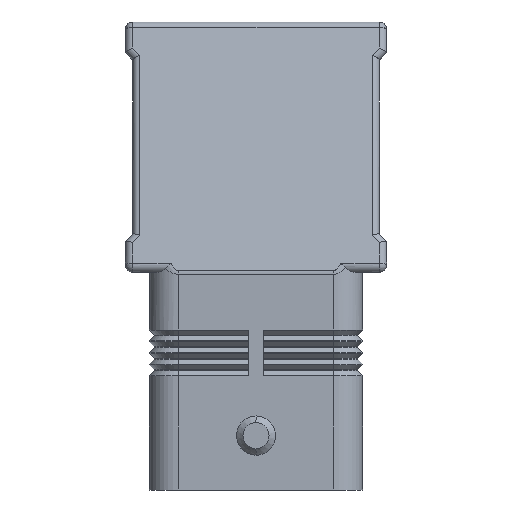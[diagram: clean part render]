
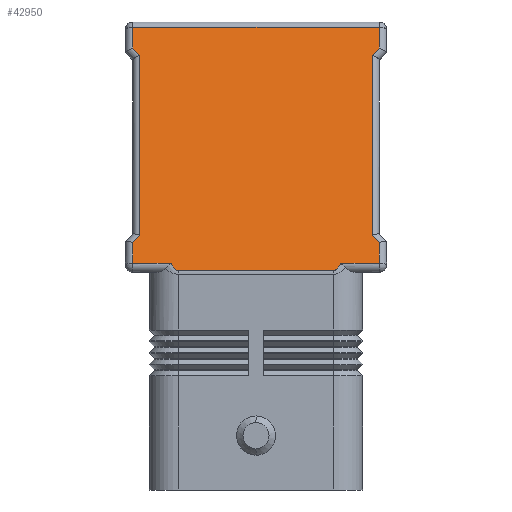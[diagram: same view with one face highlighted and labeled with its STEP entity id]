
A CAD part, left-side view. The second image highlights one B-rep face of the part: STEP entity #42950.
In plain terms, the highlighted planar face has unit normal (-0.968, 0, 0.252).
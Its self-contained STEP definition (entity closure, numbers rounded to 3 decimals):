
#1500=CARTESIAN_POINT('',(-31.173,-11.69,
31.252));
#1510=VERTEX_POINT('',#1500);
#1540=CARTESIAN_POINT('',(-31.173,-17.,31.252));
#1550=DIRECTION('',(0.,1.,0.));
#1560=VECTOR('',#1550,1.);
#1570=LINE('',#1540,#1560);
#1580=CARTESIAN_POINT('',(-31.173,-17.,31.252));
#1590=VERTEX_POINT('',#1580);
#1600=EDGE_CURVE('',#1590,#1510,#1570,.T.);
#3280=CARTESIAN_POINT('',(-31.173,17.,31.252));
#3290=VERTEX_POINT('',#3280);
#3320=CARTESIAN_POINT('',(-31.173,11.69,
31.252));
#3330=DIRECTION('',(0.,1.,0.));
#3340=VECTOR('',#3330,1.);
#3350=LINE('',#3320,#3340);
#3360=CARTESIAN_POINT('',(-31.173,11.69,
31.252));
#3370=VERTEX_POINT('',#3360);
#3380=EDGE_CURVE('',#3370,#3290,#3350,.T.);
#3710=CARTESIAN_POINT('',(-30.434,-17.,34.088));
#3720=DIRECTION('',(-0.252,0.,-0.968));
#3730=VECTOR('',#3720,1.);
#3740=LINE('',#3710,#3730);
#3750=CARTESIAN_POINT('',(-30.434,-17.,34.088));
#3760=VERTEX_POINT('',#3750);
#3770=EDGE_CURVE('',#3760,#1590,#3740,.T.);
#6370=CARTESIAN_POINT('',(-23.696,-16.,59.917));
#6380=VERTEX_POINT('',#6370);
#6410=CARTESIAN_POINT('',(-23.435,-17.,60.917));
#6420=DIRECTION('',(-0.181,0.695,
-0.695));
#6430=VECTOR('',#6420,1.);
#6440=LINE('',#6410,#6430);
#6450=CARTESIAN_POINT('',(-23.435,-17.,60.917));
#6460=VERTEX_POINT('',#6450);
#6470=EDGE_CURVE('',#6460,#6380,#6440,.T.);
#7190=CARTESIAN_POINT('',(-22.695,-17.,63.752));
#7200=DIRECTION('',(-0.252,0.,-0.968));
#7210=VECTOR('',#7200,1.);
#7220=LINE('',#7190,#7210);
#7230=CARTESIAN_POINT('',(-22.695,-17.,63.752));
#7240=VERTEX_POINT('',#7230);
#7250=EDGE_CURVE('',#7240,#6460,#7220,.T.);
#9630=CARTESIAN_POINT('',(-23.435,17.,60.917));
#9640=DIRECTION('',(0.252,0.,0.968));
#9650=VECTOR('',#9640,1.);
#9660=LINE('',#9630,#9650);
#9670=CARTESIAN_POINT('',(-23.435,17.,60.917));
#9680=VERTEX_POINT('',#9670);
#9690=CARTESIAN_POINT('',(-22.695,17.,63.752));
#9700=VERTEX_POINT('',#9690);
#9710=EDGE_CURVE('',#9680,#9700,#9660,.T.);
#10420=CARTESIAN_POINT('',(-22.695,17.,63.752));
#10430=DIRECTION('',(0.,-1.,0.));
#10440=VECTOR('',#10430,1.);
#10450=LINE('',#10420,#10440);
#10460=EDGE_CURVE('',#9700,#7240,#10450,.T.);
#11970=CARTESIAN_POINT('',(-23.696,16.,59.917));
#11980=DIRECTION('',(0.181,0.695,
0.695));
#11990=VECTOR('',#11980,1.);
#12000=LINE('',#11970,#11990);
#12010=CARTESIAN_POINT('',(-23.696,16.,59.917));
#12020=VERTEX_POINT('',#12010);
#12030=EDGE_CURVE('',#12020,#9680,#12000,.T.);
#14040=CARTESIAN_POINT('',(-30.173,16.,35.088));
#14050=DIRECTION('',(0.252,0.,0.968));
#14060=VECTOR('',#14050,1.);
#14070=LINE('',#14040,#14060);
#14080=CARTESIAN_POINT('',(-30.173,16.,35.088));
#14090=VERTEX_POINT('',#14080);
#14100=EDGE_CURVE('',#14090,#12020,#14070,.T.);
#15780=CARTESIAN_POINT('',(-30.173,-16.,35.088));
#15790=VERTEX_POINT('',#15780);
#15820=CARTESIAN_POINT('',(-23.696,-16.,59.917));
#15830=DIRECTION('',(-0.252,0.,-0.968));
#15840=VECTOR('',#15830,1.);
#15850=LINE('',#15820,#15840);
#15860=EDGE_CURVE('',#6380,#15790,#15850,.T.);
#16290=CARTESIAN_POINT('',(-30.434,17.,34.088));
#16300=DIRECTION('',(0.181,-0.695,
0.695));
#16310=VECTOR('',#16300,1.);
#16320=LINE('',#16290,#16310);
#16330=CARTESIAN_POINT('',(-30.434,17.,34.088));
#16340=VERTEX_POINT('',#16330);
#16350=EDGE_CURVE('',#16340,#14090,#16320,.T.);
#17410=CARTESIAN_POINT('',(-30.173,-16.,35.088));
#17420=DIRECTION('',(-0.181,-0.695,
-0.695));
#17430=VECTOR('',#17420,1.);
#17440=LINE('',#17410,#17430);
#17450=EDGE_CURVE('',#15790,#3760,#17440,.T.);
#17750=CARTESIAN_POINT('',(-31.173,17.,31.252));
#17760=DIRECTION('',(0.252,0.,0.968));
#17770=VECTOR('',#17760,1.);
#17780=LINE('',#17750,#17770);
#17790=EDGE_CURVE('',#3290,#16340,#17780,.T.);
#19270=CARTESIAN_POINT('',(-31.435,10.7,30.248));
#19280=VERTEX_POINT('',#19270);
#19310=CARTESIAN_POINT('',(-31.435,-10.7,30.248));
#19320=DIRECTION('',(0.,1.,0.));
#19330=VECTOR('',#19320,1.);
#19340=LINE('',#19310,#19330);
#19350=CARTESIAN_POINT('',(-31.435,-10.7,30.248));
#19360=VERTEX_POINT('',#19350);
#19370=EDGE_CURVE('',#19360,#19280,#19340,.T.);
#41300=CARTESIAN_POINT('',(-31.173,-11.69,
31.252));
#41310=CARTESIAN_POINT('',(-31.435,-11.229,
30.248));
#41320=CARTESIAN_POINT('',(-31.435,-10.7,30.248));
#41330=(BOUNDED_CURVE() B_SPLINE_CURVE(2,(#41300,#41310,#41320),
.UNSPECIFIED.,.F.,.F.) B_SPLINE_CURVE_WITH_KNOTS((3,3),(0.,1.),
.UNSPECIFIED.) CURVE() GEOMETRIC_REPRESENTATION_ITEM() 
RATIONAL_B_SPLINE_CURVE((1.,0.967,1.)) REPRESENTATION_ITEM(
''));
#41340=EDGE_CURVE('',#1510,#19360,#41330,.T.);
#42480=CARTESIAN_POINT('',(-31.435,10.7,30.248));
#42490=CARTESIAN_POINT('',(-31.435,11.229,
30.248));
#42500=CARTESIAN_POINT('',(-31.173,11.69,
31.252));
#42510=(BOUNDED_CURVE() B_SPLINE_CURVE(2,(#42480,#42490,#42500),
.UNSPECIFIED.,.F.,.F.) B_SPLINE_CURVE_WITH_KNOTS((3,3),(0.,1.),
.UNSPECIFIED.) CURVE() GEOMETRIC_REPRESENTATION_ITEM() 
RATIONAL_B_SPLINE_CURVE((1.,0.967,1.)) REPRESENTATION_ITEM(
''));
#42520=EDGE_CURVE('',#19280,#3370,#42510,.T.);
#42720=CARTESIAN_POINT('',(-32.309,-20.4,26.898));
#42730=DIRECTION('',(-0.968,0.,0.252));
#42740=DIRECTION('',(0.252,0.,0.968));
#42750=AXIS2_PLACEMENT_3D('',#42720,#42730,#42740);
#42760=PLANE('',#42750);
#42770=ORIENTED_EDGE('',*,*,#17790,.F.);
#42780=ORIENTED_EDGE('',*,*,#16350,.F.);
#42790=ORIENTED_EDGE('',*,*,#14100,.F.);
#42800=ORIENTED_EDGE('',*,*,#12030,.F.);
#42810=ORIENTED_EDGE('',*,*,#9710,.F.);
#42820=ORIENTED_EDGE('',*,*,#10460,.F.);
#42830=ORIENTED_EDGE('',*,*,#7250,.F.);
#42840=ORIENTED_EDGE('',*,*,#6470,.F.);
#42850=ORIENTED_EDGE('',*,*,#15860,.F.);
#42860=ORIENTED_EDGE('',*,*,#17450,.F.);
#42870=ORIENTED_EDGE('',*,*,#3770,.F.);
#42880=ORIENTED_EDGE('',*,*,#1600,.F.);
#42890=ORIENTED_EDGE('',*,*,#41340,.F.);
#42900=ORIENTED_EDGE('',*,*,#19370,.F.);
#42910=ORIENTED_EDGE('',*,*,#42520,.F.);
#42920=ORIENTED_EDGE('',*,*,#3380,.F.);
#42930=EDGE_LOOP('',(#42920,#42910,#42900,#42890,#42880,#42870,#42860,
#42850,#42840,#42830,#42820,#42810,#42800,#42790,#42780,#42770));
#42940=FACE_OUTER_BOUND('',#42930,.T.);
#42950=ADVANCED_FACE('',(#42940),#42760,.T.);
